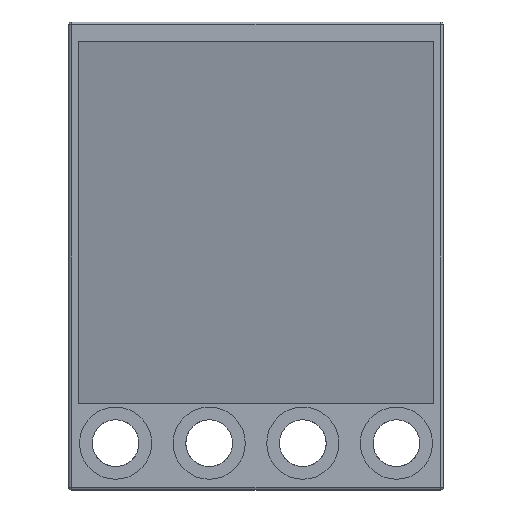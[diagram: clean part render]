
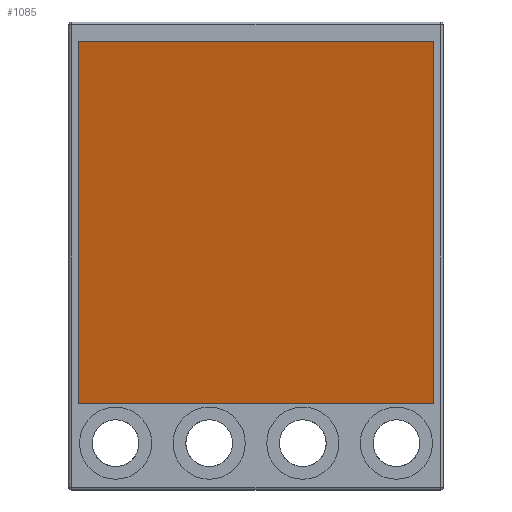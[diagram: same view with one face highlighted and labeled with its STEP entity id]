
A CAD part, front view. The second image highlights one B-rep face of the part: STEP entity #1085.
In plain terms, the highlighted planar face has unit normal (0, -0.974, -0.226).
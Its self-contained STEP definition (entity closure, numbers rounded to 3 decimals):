
#119=PLANE('',#1255);
#189=FACE_OUTER_BOUND('',#280,.T.);
#280=EDGE_LOOP('',(#958,#959,#960,#961));
#321=LINE('',#1836,#382);
#334=LINE('',#1886,#395);
#350=LINE('',#1945,#411);
#351=LINE('',#1947,#412);
#382=VECTOR('',#1491,10.);
#395=VECTOR('',#1550,10.);
#411=VECTOR('',#1626,10.);
#412=VECTOR('',#1629,10.);
#526=VERTEX_POINT('',#1833);
#527=VERTEX_POINT('',#1835);
#541=VERTEX_POINT('',#1885);
#554=VERTEX_POINT('',#1943);
#639=EDGE_CURVE('',#527,#526,#321,.T.);
#665=EDGE_CURVE('',#526,#541,#334,.T.);
#694=EDGE_CURVE('',#541,#554,#350,.T.);
#695=EDGE_CURVE('',#527,#554,#351,.T.);
#958=ORIENTED_EDGE('',*,*,#694,.T.);
#959=ORIENTED_EDGE('',*,*,#695,.F.);
#960=ORIENTED_EDGE('',*,*,#639,.T.);
#961=ORIENTED_EDGE('',*,*,#665,.T.);
#1085=ADVANCED_FACE('',(#189),#119,.T.);
#1255=AXIS2_PLACEMENT_3D('',#1946,#1627,#1628);
#1491=DIRECTION('',(0.,-0.226,0.974));
#1550=DIRECTION('',(-1.,0.,0.));
#1626=DIRECTION('',(0.,0.226,-0.974));
#1627=DIRECTION('center_axis',(0.,-0.974,
-0.226));
#1628=DIRECTION('ref_axis',(0.,-0.226,0.974));
#1629=DIRECTION('',(-1.,0.,0.));
#1833=CARTESIAN_POINT('',(13.549,-10.613,29.85));
#1835=CARTESIAN_POINT('',(13.549,-1.64,-8.845));
#1836=CARTESIAN_POINT('',(13.549,-3.715,0.105));
#1885=CARTESIAN_POINT('',(-24.451,-10.613,29.85));
#1886=CARTESIAN_POINT('',(14.549,-10.613,29.85));
#1943=CARTESIAN_POINT('',(-24.451,-1.64,-8.845));
#1945=CARTESIAN_POINT('',(-24.451,-3.715,0.105));
#1946=CARTESIAN_POINT('Origin',(-15.451,-1.64,-8.845));
#1947=CARTESIAN_POINT('',(14.549,-1.64,-8.845));
